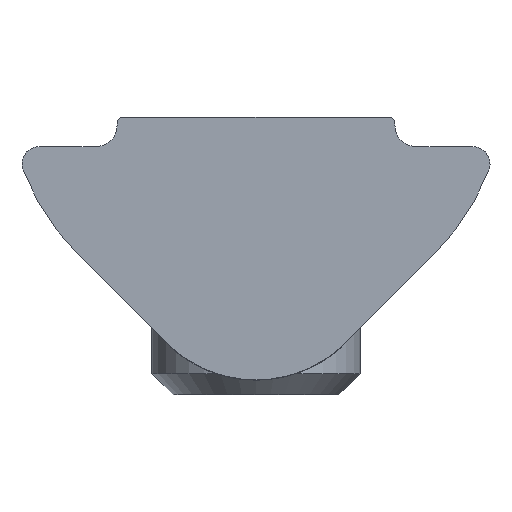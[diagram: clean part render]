
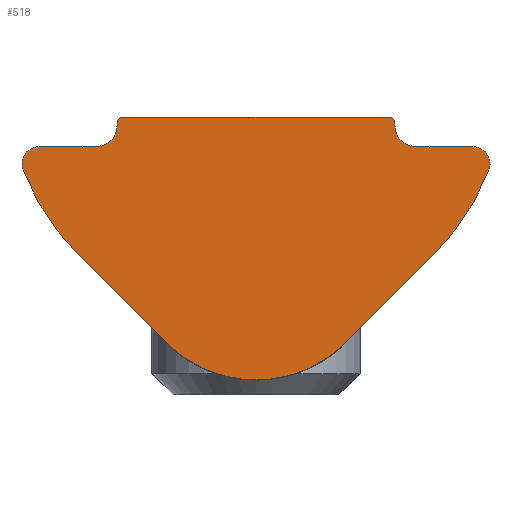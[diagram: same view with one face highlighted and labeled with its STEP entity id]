
A CAD part, left-side view. The second image highlights one B-rep face of the part: STEP entity #518.
In plain terms, the highlighted planar face has unit normal (-1, 0, 0).
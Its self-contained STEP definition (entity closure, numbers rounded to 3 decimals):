
#374=CARTESIAN_POINT('',(12.,27.411,-3.372));
#375=DIRECTION('',(1.0,0.0,0.0));
#376=DIRECTION('',(0.0,-1.0,0.0));
#377=AXIS2_PLACEMENT_3D('',#374,#375,#376);
#378=PLANE('',#377);
#379=CARTESIAN_POINT('',(12.,15.401,-4.6));
#380=VERTEX_POINT('',#379);
#381=CARTESIAN_POINT('',(12.,13.766,-4.6));
#382=VERTEX_POINT('',#381);
#383=CARTESIAN_POINT('',(12.,15.401,-4.6));
#384=DIRECTION('',(0.0,-1.0,0.0));
#385=VECTOR('',#384,1.635);
#386=LINE('',#383,#385);
#387=EDGE_CURVE('',#380,#382,#386,.T.);
#388=ORIENTED_EDGE('',*,*,#387,.F.);
#389=CARTESIAN_POINT('',(12.,16.001,-4.));
#390=VERTEX_POINT('',#389);
#391=CARTESIAN_POINT('',(12.,15.401,-4.));
#392=DIRECTION('',(-1.0,0.0,0.0));
#393=DIRECTION('',(0.0,0.0,-1.0));
#394=AXIS2_PLACEMENT_3D('',#391,#392,#393);
#395=CIRCLE('',#394,0.6);
#396=EDGE_CURVE('',#390,#380,#395,.T.);
#397=ORIENTED_EDGE('',*,*,#396,.F.);
#398=CARTESIAN_POINT('',(12.,16.001,-3.95));
#399=VERTEX_POINT('',#398);
#400=CARTESIAN_POINT('',(12.,16.001,-3.95));
#401=DIRECTION('',(0.0,0.,-1.0));
#402=VECTOR('',#401,0.05);
#403=LINE('',#400,#402);
#404=EDGE_CURVE('',#399,#390,#403,.T.);
#405=ORIENTED_EDGE('',*,*,#404,.F.);
#406=CARTESIAN_POINT('',(12.,16.201,-3.75));
#407=VERTEX_POINT('',#406);
#408=CARTESIAN_POINT('',(12.,16.201,-3.95));
#409=DIRECTION('',(1.0,0.0,0.0));
#410=DIRECTION('',(0.0,0.0,-1.0));
#411=AXIS2_PLACEMENT_3D('',#408,#409,#410);
#412=CIRCLE('',#411,0.2);
#413=EDGE_CURVE('',#407,#399,#412,.T.);
#414=ORIENTED_EDGE('',*,*,#413,.F.);
#415=CARTESIAN_POINT('',(12.,23.801,-3.75));
#416=VERTEX_POINT('',#415);
#417=CARTESIAN_POINT('',(12.,23.801,-3.75));
#418=DIRECTION('',(0.0,-1.0,0.0));
#419=VECTOR('',#418,7.6);
#420=LINE('',#417,#419);
#421=EDGE_CURVE('',#416,#407,#420,.T.);
#422=ORIENTED_EDGE('',*,*,#421,.F.);
#423=CARTESIAN_POINT('',(12.,24.001,-3.95));
#424=VERTEX_POINT('',#423);
#425=CARTESIAN_POINT('',(12.,23.801,-3.95));
#426=DIRECTION('',(1.0,0.0,0.0));
#427=DIRECTION('',(0.0,-1.0,0.0));
#428=AXIS2_PLACEMENT_3D('',#425,#426,#427);
#429=CIRCLE('',#428,0.2);
#430=EDGE_CURVE('',#424,#416,#429,.T.);
#431=ORIENTED_EDGE('',*,*,#430,.F.);
#432=CARTESIAN_POINT('',(12.,24.001,-4.));
#433=VERTEX_POINT('',#432);
#434=CARTESIAN_POINT('',(12.,24.001,-4.));
#435=DIRECTION('',(0.0,0.,1.0));
#436=VECTOR('',#435,0.05);
#437=LINE('',#434,#436);
#438=EDGE_CURVE('',#433,#424,#437,.T.);
#439=ORIENTED_EDGE('',*,*,#438,.F.);
#440=CARTESIAN_POINT('',(12.,24.601,-4.6));
#441=VERTEX_POINT('',#440);
#442=CARTESIAN_POINT('',(12.,24.601,-4.));
#443=DIRECTION('',(-1.0,0.0,0.0));
#444=DIRECTION('',(0.0,-1.0,0.0));
#445=AXIS2_PLACEMENT_3D('',#442,#443,#444);
#446=CIRCLE('',#445,0.6);
#447=EDGE_CURVE('',#441,#433,#446,.T.);
#448=ORIENTED_EDGE('',*,*,#447,.F.);
#449=CARTESIAN_POINT('',(12.,26.236,-4.6));
#450=VERTEX_POINT('',#449);
#451=CARTESIAN_POINT('',(12.,26.236,-4.6));
#452=DIRECTION('',(0.0,-1.0,0.0));
#453=VECTOR('',#452,1.635);
#454=LINE('',#451,#453);
#455=EDGE_CURVE('',#450,#441,#454,.T.);
#456=ORIENTED_EDGE('',*,*,#455,.F.);
#457=CARTESIAN_POINT('',(12.,26.702,-5.284));
#458=VERTEX_POINT('',#457);
#459=CARTESIAN_POINT('',(12.,26.236,-5.101));
#460=DIRECTION('',(1.0,0.,0.));
#461=DIRECTION('',(0.,-0.931,0.366));
#462=AXIS2_PLACEMENT_3D('',#459,#460,#461);
#463=CIRCLE('',#462,0.501);
#464=EDGE_CURVE('',#458,#450,#463,.T.);
#465=ORIENTED_EDGE('',*,*,#464,.F.);
#466=CARTESIAN_POINT('',(12.,25.092,-7.742));
#467=VERTEX_POINT('',#466);
#468=CARTESIAN_POINT('',(12.,20.001,-2.651));
#469=DIRECTION('',(1.0,0.,0.));
#470=DIRECTION('',(0.,-0.707,0.707));
#471=AXIS2_PLACEMENT_3D('',#468,#469,#470);
#472=CIRCLE('',#471,7.2);
#473=EDGE_CURVE('',#467,#458,#472,.T.);
#474=ORIENTED_EDGE('',*,*,#473,.F.);
#475=CARTESIAN_POINT('',(12.,22.584,-10.251));
#476=VERTEX_POINT('',#475);
#477=CARTESIAN_POINT('',(12.,22.584,-10.251));
#478=DIRECTION('',(0.,0.707,0.707));
#479=VECTOR('',#478,3.548);
#480=LINE('',#477,#479);
#481=EDGE_CURVE('',#476,#467,#480,.T.);
#482=ORIENTED_EDGE('',*,*,#481,.F.);
#483=CARTESIAN_POINT('',(12.,17.418,-10.251));
#484=VERTEX_POINT('',#483);
#485=CARTESIAN_POINT('',(12.,20.001,-7.668));
#486=DIRECTION('',(1.0,0.,0.));
#487=DIRECTION('',(0.,0.707,0.707));
#488=AXIS2_PLACEMENT_3D('',#485,#486,#487);
#489=CIRCLE('',#488,3.653);
#490=EDGE_CURVE('',#484,#476,#489,.T.);
#491=ORIENTED_EDGE('',*,*,#490,.F.);
#492=CARTESIAN_POINT('',(12.,14.91,-7.742));
#493=VERTEX_POINT('',#492);
#494=CARTESIAN_POINT('',(12.,14.91,-7.742));
#495=DIRECTION('',(0.,0.707,-0.707));
#496=VECTOR('',#495,3.548);
#497=LINE('',#494,#496);
#498=EDGE_CURVE('',#493,#484,#497,.T.);
#499=ORIENTED_EDGE('',*,*,#498,.F.);
#500=CARTESIAN_POINT('',(12.,13.3,-5.284));
#501=VERTEX_POINT('',#500);
#502=CARTESIAN_POINT('',(12.,20.001,-2.651));
#503=DIRECTION('',(1.0,0.,0.));
#504=DIRECTION('',(0.,0.931,0.366));
#505=AXIS2_PLACEMENT_3D('',#502,#503,#504);
#506=CIRCLE('',#505,7.2);
#507=EDGE_CURVE('',#501,#493,#506,.T.);
#508=ORIENTED_EDGE('',*,*,#507,.F.);
#509=CARTESIAN_POINT('',(12.,13.766,-5.101));
#510=DIRECTION('',(1.0,0.0,0.0));
#511=DIRECTION('',(0.0,0.0,-1.0));
#512=AXIS2_PLACEMENT_3D('',#509,#510,#511);
#513=CIRCLE('',#512,0.501);
#514=EDGE_CURVE('',#382,#501,#513,.T.);
#515=ORIENTED_EDGE('',*,*,#514,.F.);
#516=EDGE_LOOP('',(#388,#397,#405,#414,#422,#431,#439,#448,#456,#465,#474,#482,#491,#499,#508,#515));
#517=FACE_OUTER_BOUND('',#516,.T.);
#518=ADVANCED_FACE('',(#517),#378,.F.);
